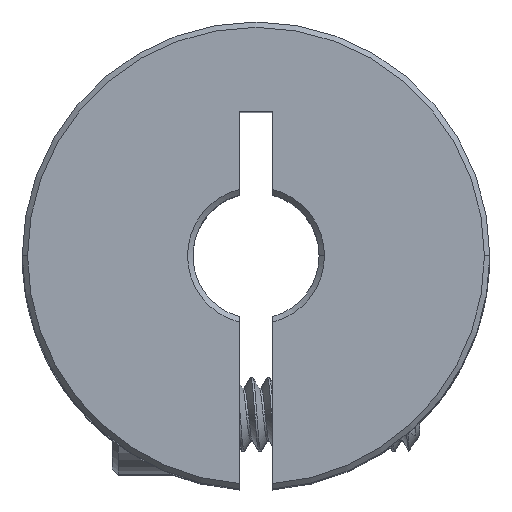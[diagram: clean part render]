
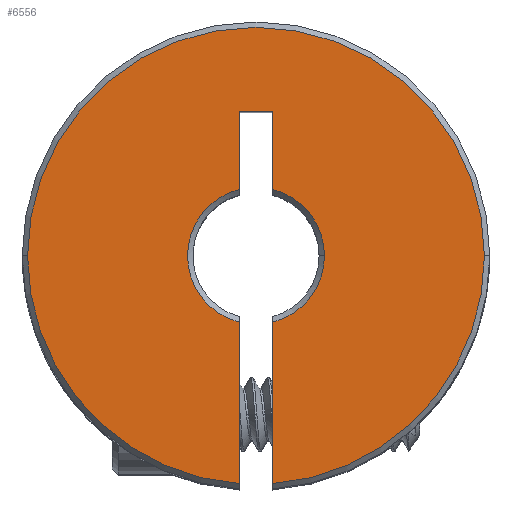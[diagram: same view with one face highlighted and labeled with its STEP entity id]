
A CAD part, top view. The second image highlights one B-rep face of the part: STEP entity #6556.
In plain terms, the highlighted planar face has unit normal (0, 0, 1).
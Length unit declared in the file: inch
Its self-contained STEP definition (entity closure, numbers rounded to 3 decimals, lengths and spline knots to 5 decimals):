
#111 = AXIS2_PLACEMENT_3D ( 'NONE', #168, #6669, #1724 ) ;
#168 = CARTESIAN_POINT ( 'NONE',  ( 0., 0., 1.125 ) ) ;
#198 = CARTESIAN_POINT ( 'NONE',  ( 0.03125, 0.12424, 1.125 ) ) ;
#370 = DIRECTION ( 'NONE',  ( 0., 1., 0. ) ) ;
#389 = CIRCLE ( 'NONE', #493, 0.4275 ) ;
#493 = AXIS2_PLACEMENT_3D ( 'NONE', #6082, #1670, #1158 ) ;
#585 = CARTESIAN_POINT ( 'NONE',  ( -0.03125, 0., 1.125 ) ) ;
#659 = VERTEX_POINT ( 'NONE', #4634 ) ;
#733 = VERTEX_POINT ( 'NONE', #3463 ) ;
#771 = VECTOR ( 'NONE', #370, 39.37008 ) ;
#874 = CARTESIAN_POINT ( 'NONE',  ( 0.4275, 0., 1.125 ) ) ;
#878 = DIRECTION ( 'NONE',  ( -1., 0., 0. ) ) ;
#893 = ORIENTED_EDGE ( 'NONE', *, *, #3360, .T. ) ;
#958 = EDGE_CURVE ( 'NONE', #6803, #6966, #389, .T. ) ;
#1010 = ORIENTED_EDGE ( 'NONE', *, *, #1232, .T. ) ;
#1011 = CARTESIAN_POINT ( 'NONE',  ( 0., 0., 1.125 ) ) ;
#1126 = LINE ( 'NONE', #1471, #771 ) ;
#1158 = DIRECTION ( 'NONE',  ( 1., 0., 0. ) ) ;
#1232 = EDGE_CURVE ( 'NONE', #6966, #4946, #5847, .T. ) ;
#1257 = ORIENTED_EDGE ( 'NONE', *, *, #2243, .T. ) ;
#1327 = CARTESIAN_POINT ( 'NONE',  ( 0.03125, 0., 1.125 ) ) ;
#1359 = EDGE_CURVE ( 'NONE', #6183, #3257, #6770, .T. ) ;
#1471 = CARTESIAN_POINT ( 'NONE',  ( 0.03125, 0., 1.125 ) ) ;
#1564 = ORIENTED_EDGE ( 'NONE', *, *, #1359, .F. ) ;
#1567 = DIRECTION ( 'NONE',  ( 1., 0., 0. ) ) ;
#1670 = DIRECTION ( 'NONE',  ( 0., 0., 1. ) ) ;
#1724 = DIRECTION ( 'NONE',  ( 1., 0., 0. ) ) ;
#1974 = PLANE ( 'NONE',  #4837 ) ;
#1998 = FACE_OUTER_BOUND ( 'NONE', #5151, .T. ) ;
#2011 = CARTESIAN_POINT ( 'NONE',  ( -0.03125, -0.42636, 1.125 ) ) ;
#2041 = VECTOR ( 'NONE', #6245, 39.37008 ) ;
#2054 = AXIS2_PLACEMENT_3D ( 'NONE', #6439, #4844, #1567 ) ;
#2070 = DIRECTION ( 'NONE',  ( 0., 0., 1. ) ) ;
#2117 = CIRCLE ( 'NONE', #2912, 0.4275 ) ;
#2147 = VERTEX_POINT ( 'NONE', #3219 ) ;
#2209 = CARTESIAN_POINT ( 'NONE',  ( 0., 0., 1.125 ) ) ;
#2239 = ORIENTED_EDGE ( 'NONE', *, *, #4510, .T. ) ;
#2243 = EDGE_CURVE ( 'NONE', #733, #6803, #2117, .T. ) ;
#2270 = VECTOR ( 'NONE', #2458, 39.37008 ) ;
#2273 = CARTESIAN_POINT ( 'NONE',  ( -0.03125, 0.26978, 1.125 ) ) ;
#2458 = DIRECTION ( 'NONE',  ( 0., -1., 0. ) ) ;
#2594 = AXIS2_PLACEMENT_3D ( 'NONE', #2209, #3775, #6547 ) ;
#2621 = CARTESIAN_POINT ( 'NONE',  ( 0., 0., 1.125 ) ) ;
#2686 = DIRECTION ( 'NONE',  ( 1., 0., 0. ) ) ;
#2912 = AXIS2_PLACEMENT_3D ( 'NONE', #1011, #2070, #2686 ) ;
#3089 = CARTESIAN_POINT ( 'NONE',  ( 0., 0., 1.125 ) ) ;
#3100 = CARTESIAN_POINT ( 'NONE',  ( 0.03125, -0.12424, 1.125 ) ) ;
#3125 = CARTESIAN_POINT ( 'NONE',  ( 0., 0.26978, 1.125 ) ) ;
#3213 = CIRCLE ( 'NONE', #5082, 0.12811 ) ;
#3219 = CARTESIAN_POINT ( 'NONE',  ( -0.03125, -0.12424, 1.125 ) ) ;
#3257 = VERTEX_POINT ( 'NONE', #4645 ) ;
#3360 = EDGE_CURVE ( 'NONE', #659, #6278, #3957, .T. ) ;
#3399 = ORIENTED_EDGE ( 'NONE', *, *, #5494, .T. ) ;
#3463 = CARTESIAN_POINT ( 'NONE',  ( 0.03125, -0.42636, 1.125 ) ) ;
#3661 = DIRECTION ( 'NONE',  ( 1., 0., 0. ) ) ;
#3730 = EDGE_CURVE ( 'NONE', #3257, #6278, #7014, .T. ) ;
#3775 = DIRECTION ( 'NONE',  ( 0., 0., -1. ) ) ;
#3860 = DIRECTION ( 'NONE',  ( 0., 1., 0. ) ) ;
#3957 = LINE ( 'NONE', #585, #5485 ) ;
#4141 = VECTOR ( 'NONE', #878, 39.37008 ) ;
#4326 = EDGE_CURVE ( 'NONE', #2147, #4946, #5480, .T. ) ;
#4335 = CARTESIAN_POINT ( 'NONE',  ( -0.4275, 0., 1.125 ) ) ;
#4476 = ORIENTED_EDGE ( 'NONE', *, *, #958, .T. ) ;
#4510 = EDGE_CURVE ( 'NONE', #5445, #4942, #5226, .T. ) ;
#4538 = EDGE_CURVE ( 'NONE', #6183, #5445, #3213, .T. ) ;
#4634 = CARTESIAN_POINT ( 'NONE',  ( -0.03125, 0.12424, 1.125 ) ) ;
#4645 = CARTESIAN_POINT ( 'NONE',  ( 0.03125, 0.26978, 1.125 ) ) ;
#4837 = AXIS2_PLACEMENT_3D ( 'NONE', #3089, #6796, #3661 ) ;
#4844 = DIRECTION ( 'NONE',  ( 0., 0., -1. ) ) ;
#4869 = DIRECTION ( 'NONE',  ( 0., 0., -1. ) ) ;
#4942 = VERTEX_POINT ( 'NONE', #3100 ) ;
#4946 = VERTEX_POINT ( 'NONE', #2011 ) ;
#5082 = AXIS2_PLACEMENT_3D ( 'NONE', #2621, #4869, #6400 ) ;
#5151 = EDGE_LOOP ( 'NONE', ( #5724, #1257, #4476, #1010, #6969, #3399, #893, #6722, #1564, #6863, #2239 ) ) ;
#5226 = CIRCLE ( 'NONE', #2054, 0.12811 ) ;
#5410 = EDGE_CURVE ( 'NONE', #733, #4942, #1126, .T. ) ;
#5445 = VERTEX_POINT ( 'NONE', #6896 ) ;
#5480 = LINE ( 'NONE', #6690, #2270 ) ;
#5485 = VECTOR ( 'NONE', #3860, 39.37008 ) ;
#5494 = EDGE_CURVE ( 'NONE', #2147, #659, #5646, .T. ) ;
#5646 = CIRCLE ( 'NONE', #2594, 0.12811 ) ;
#5724 = ORIENTED_EDGE ( 'NONE', *, *, #5410, .F. ) ;
#5847 = CIRCLE ( 'NONE', #111, 0.4275 ) ;
#6082 = CARTESIAN_POINT ( 'NONE',  ( 0., 0., 1.125 ) ) ;
#6183 = VERTEX_POINT ( 'NONE', #198 ) ;
#6245 = DIRECTION ( 'NONE',  ( 0., 1., 0. ) ) ;
#6278 = VERTEX_POINT ( 'NONE', #2273 ) ;
#6400 = DIRECTION ( 'NONE',  ( 1., 0., 0. ) ) ;
#6439 = CARTESIAN_POINT ( 'NONE',  ( 0., 0., 1.125 ) ) ;
#6547 = DIRECTION ( 'NONE',  ( 1., 0., 0. ) ) ;
#6556 = ADVANCED_FACE ( 'NONE', ( #1998 ), #1974, .T. ) ;
#6669 = DIRECTION ( 'NONE',  ( 0., 0., 1. ) ) ;
#6690 = CARTESIAN_POINT ( 'NONE',  ( -0.03125, 0., 1.125 ) ) ;
#6722 = ORIENTED_EDGE ( 'NONE', *, *, #3730, .F. ) ;
#6770 = LINE ( 'NONE', #1327, #2041 ) ;
#6796 = DIRECTION ( 'NONE',  ( 0., 0., 1. ) ) ;
#6803 = VERTEX_POINT ( 'NONE', #874 ) ;
#6863 = ORIENTED_EDGE ( 'NONE', *, *, #4538, .T. ) ;
#6896 = CARTESIAN_POINT ( 'NONE',  ( 0.12811, 0., 1.125 ) ) ;
#6966 = VERTEX_POINT ( 'NONE', #4335 ) ;
#6969 = ORIENTED_EDGE ( 'NONE', *, *, #4326, .F. ) ;
#7014 = LINE ( 'NONE', #3125, #4141 ) ;
